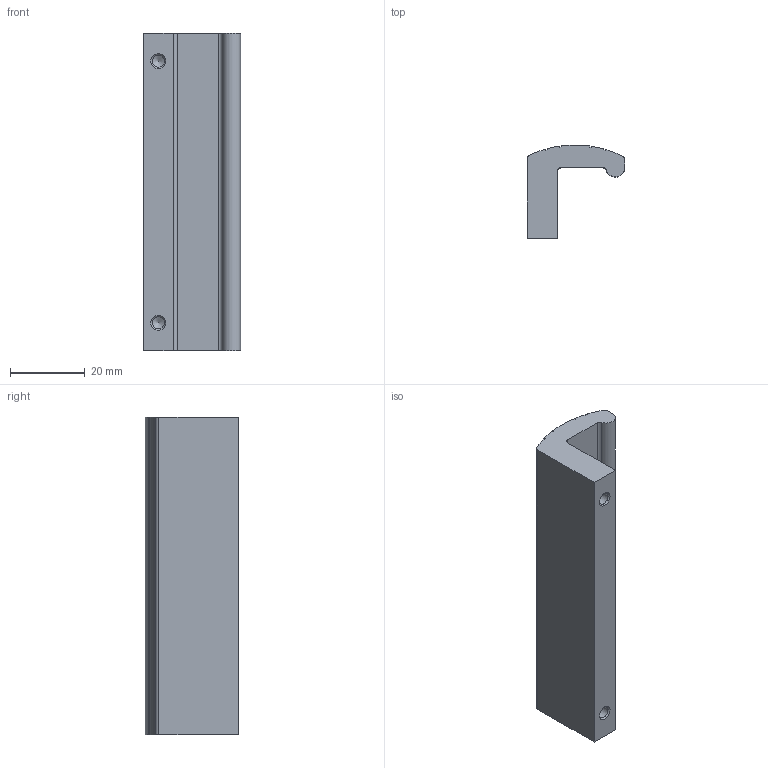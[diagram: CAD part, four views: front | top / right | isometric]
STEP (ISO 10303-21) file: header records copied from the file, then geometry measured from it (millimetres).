
FILE_DESCRIPTION( ( 'STEP AP214' ), '1' );
FILE_NAME( 'K0232.20702.stp', '2020-11-26T12:57:45', ( '' ), ( '' ), ' ', 'PARTsolutions', ' ' );
FILE_SCHEMA( ( 'AUTOMOTIVE_DESIGN { 1 0 10303 214 1 1 1 1 }' ) );
Length unit declared in the file: millimetre
Products named in the file (1): _K0232.20702
Bounding box: 26 x 24.98 x 85 mm (x, y, z)
Volume: 24553 mm3; surface area: 9361 mm2
Topology: 1 solids, 1 shells, 35 faces, 97 edges, 64 vertices
Faces by surface type: plane 19, cylinder 12, cone 4
Full cylindrical faces by diameter (mm): 3.242 x2
Entity records: 1359 total; most frequent: CARTESIAN_POINT 185, DIRECTION 185, ORIENTED_EDGE 174, EDGE_CURVE 87, AXIS2_PLACEMENT_3D 62, VERTEX_POINT 62, LINE 61, VECTOR 61
